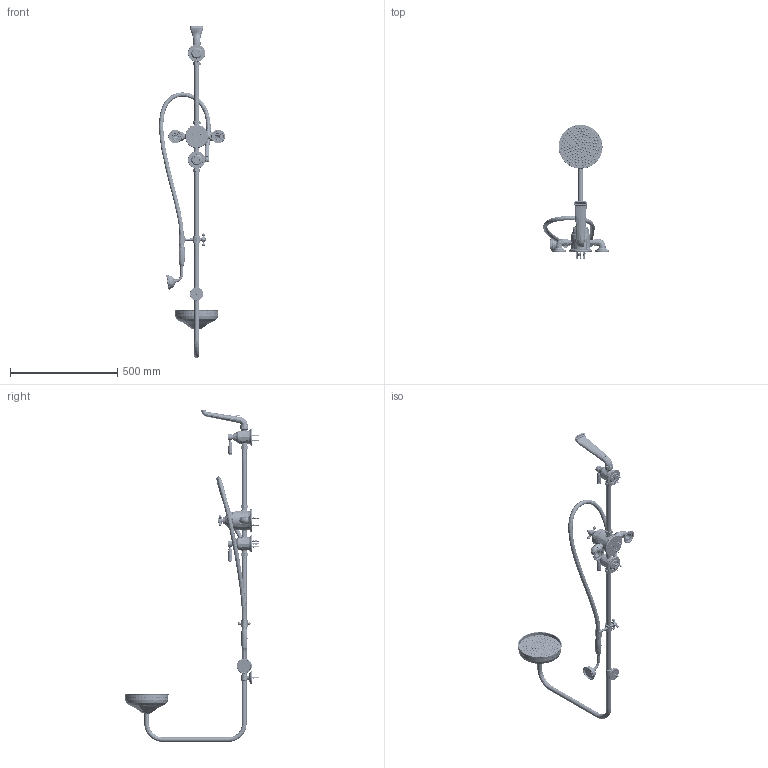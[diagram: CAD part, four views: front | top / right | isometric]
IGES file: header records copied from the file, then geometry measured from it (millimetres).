
Global section: file name: V2K4A-XC  XM  XW  XGBC; native system: Autodesk Inventor 2018; preprocessor: unknown; author: aprice; date: 20170831.083301; units: millimetre
Bounding box: 306.3 x 625.49 x 1545.29 mm (x, y, z)
Volume: 3140005.2 mm3; surface area: 1117038.8 mm2
Topology: 175 solids, 191 shells, 7521 faces, 21237 edges, 14434 vertices
Faces by surface type: bspline 7521
